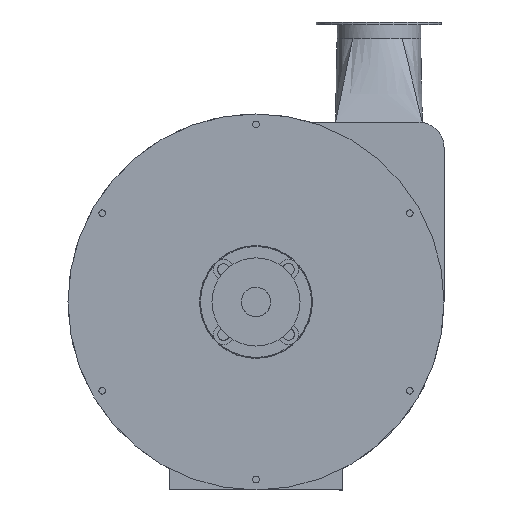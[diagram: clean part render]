
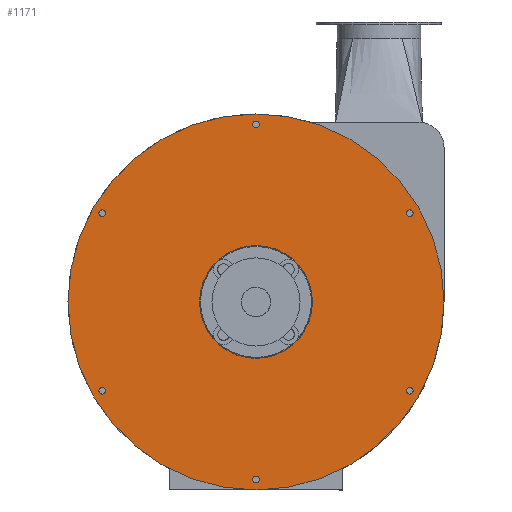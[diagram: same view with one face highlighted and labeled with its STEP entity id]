
A CAD part, front view. The second image highlights one B-rep face of the part: STEP entity #1171.
In plain terms, the highlighted planar face has unit normal (0, -1, 0).
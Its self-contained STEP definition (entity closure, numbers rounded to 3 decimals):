
#1171 = ADVANCED_FACE( '', ( #2305, #2306, #2307, #2308, #2309, #2310, #2311, #2312, #2313, #2314, #2315, #2316 ), #2317, .T. );
#2305 = FACE_BOUND( '', #3715, .T. );
#2306 = FACE_BOUND( '', #3716, .T. );
#2307 = FACE_BOUND( '', #3717, .T. );
#2308 = FACE_BOUND( '', #3718, .T. );
#2309 = FACE_BOUND( '', #3719, .T. );
#2310 = FACE_BOUND( '', #3720, .T. );
#2311 = FACE_BOUND( '', #3721, .T. );
#2312 = FACE_BOUND( '', #3722, .T. );
#2313 = FACE_BOUND( '', #3723, .T. );
#2314 = FACE_BOUND( '', #3724, .T. );
#2315 = FACE_BOUND( '', #3725, .T. );
#2316 = FACE_OUTER_BOUND( '', #3726, .T. );
#2317 = PLANE( '', #3727 );
#3715 = EDGE_LOOP( '', ( #6169 ) );
#3716 = EDGE_LOOP( '', ( #6170 ) );
#3717 = EDGE_LOOP( '', ( #6171 ) );
#3718 = EDGE_LOOP( '', ( #6172 ) );
#3719 = EDGE_LOOP( '', ( #6173 ) );
#3720 = EDGE_LOOP( '', ( #6174 ) );
#3721 = EDGE_LOOP( '', ( #6175 ) );
#3722 = EDGE_LOOP( '', ( #6176 ) );
#3723 = EDGE_LOOP( '', ( #6177 ) );
#3724 = EDGE_LOOP( '', ( #6178 ) );
#3725 = EDGE_LOOP( '', ( #6179 ) );
#3726 = EDGE_LOOP( '', ( #6180 ) );
#3727 = AXIS2_PLACEMENT_3D( '', #6181, #6182, #6183 );
#6169 = ORIENTED_EDGE( '', *, *, #8232, .T. );
#6170 = ORIENTED_EDGE( '', *, *, #8250, .F. );
#6171 = ORIENTED_EDGE( '', *, *, #8251, .F. );
#6172 = ORIENTED_EDGE( '', *, *, #8252, .F. );
#6173 = ORIENTED_EDGE( '', *, *, #7861, .F. );
#6174 = ORIENTED_EDGE( '', *, *, #8253, .T. );
#6175 = ORIENTED_EDGE( '', *, *, #8254, .T. );
#6176 = ORIENTED_EDGE( '', *, *, #8255, .T. );
#6177 = ORIENTED_EDGE( '', *, *, #8256, .T. );
#6178 = ORIENTED_EDGE( '', *, *, #8121, .T. );
#6179 = ORIENTED_EDGE( '', *, *, #8185, .T. );
#6180 = ORIENTED_EDGE( '', *, *, #8257, .T. );
#6181 = CARTESIAN_POINT( '', ( 0., 0., 0. ) );
#6182 = DIRECTION( '', ( 0., -1., 0. ) );
#6183 = DIRECTION( '', ( 0., 0., -1. ) );
#7861 = EDGE_CURVE( '', #9194, #9194, #9195, .T. );
#8121 = EDGE_CURVE( '', #9580, #9580, #9581, .T. );
#8185 = EDGE_CURVE( '', #9675, #9675, #9676, .T. );
#8232 = EDGE_CURVE( '', #9741, #9741, #9742, .T. );
#8250 = EDGE_CURVE( '', #9770, #9770, #9771, .T. );
#8251 = EDGE_CURVE( '', #9772, #9772, #9773, .T. );
#8252 = EDGE_CURVE( '', #9774, #9774, #9775, .T. );
#8253 = EDGE_CURVE( '', #9776, #9776, #9777, .T. );
#8254 = EDGE_CURVE( '', #9778, #9778, #9779, .T. );
#8255 = EDGE_CURVE( '', #9780, #9780, #9781, .T. );
#8256 = EDGE_CURVE( '', #9782, #9782, #9783, .T. );
#8257 = EDGE_CURVE( '', #9784, #9784, #9785, .T. );
#9194 = VERTEX_POINT( '', #11325 );
#9195 = CIRCLE( '', #11326, 7. );
#9580 = VERTEX_POINT( '', #11987 );
#9581 = CIRCLE( '', #11988, 4. );
#9675 = VERTEX_POINT( '', #12216 );
#9676 = CIRCLE( '', #12217, 4. );
#9741 = VERTEX_POINT( '', #12308 );
#9742 = CIRCLE( '', #12309, 18.5 );
#9770 = VERTEX_POINT( '', #12361 );
#9771 = CIRCLE( '', #12362, 7. );
#9772 = VERTEX_POINT( '', #12363 );
#9773 = CIRCLE( '', #12364, 7. );
#9774 = VERTEX_POINT( '', #12365 );
#9775 = CIRCLE( '', #12366, 7. );
#9776 = VERTEX_POINT( '', #12367 );
#9777 = CIRCLE( '', #12368, 4. );
#9778 = VERTEX_POINT( '', #12369 );
#9779 = CIRCLE( '', #12370, 4. );
#9780 = VERTEX_POINT( '', #12371 );
#9781 = CIRCLE( '', #12372, 4. );
#9782 = VERTEX_POINT( '', #12373 );
#9783 = CIRCLE( '', #12374, 4. );
#9784 = VERTEX_POINT( '', #12375 );
#9785 = CIRCLE( '', #12376, 225. );
#11325 = CARTESIAN_POINT( '', ( -31.89, 0., -38.89 ) );
#11326 = AXIS2_PLACEMENT_3D( '', #13390, #13391, #13392 );
#11987 = CARTESIAN_POINT( '', ( 188.03, 0., 106.25 ) );
#11988 = AXIS2_PLACEMENT_3D( '', #13669, #13670, #13671 );
#12216 = CARTESIAN_POINT( '', ( 4., 0., 212.5 ) );
#12217 = AXIS2_PLACEMENT_3D( '', #13734, #13735, #13736 );
#12308 = CARTESIAN_POINT( '', ( 18.5, 0., 0. ) );
#12309 = AXIS2_PLACEMENT_3D( '', #13787, #13788, #13789 );
#12361 = CARTESIAN_POINT( '', ( 45.89, 0., -38.89 ) );
#12362 = AXIS2_PLACEMENT_3D( '', #13803, #13804, #13805 );
#12363 = CARTESIAN_POINT( '', ( 45.89, 0., 38.89 ) );
#12364 = AXIS2_PLACEMENT_3D( '', #13806, #13807, #13808 );
#12365 = CARTESIAN_POINT( '', ( -31.89, 0., 38.89 ) );
#12366 = AXIS2_PLACEMENT_3D( '', #13809, #13810, #13811 );
#12367 = CARTESIAN_POINT( '', ( -180.03, 0., 106.25 ) );
#12368 = AXIS2_PLACEMENT_3D( '', #13812, #13813, #13814 );
#12369 = CARTESIAN_POINT( '', ( -180.03, 0., -106.25 ) );
#12370 = AXIS2_PLACEMENT_3D( '', #13815, #13816, #13817 );
#12371 = CARTESIAN_POINT( '', ( 4., 0., -212.5 ) );
#12372 = AXIS2_PLACEMENT_3D( '', #13818, #13819, #13820 );
#12373 = CARTESIAN_POINT( '', ( 188.03, 0., -106.25 ) );
#12374 = AXIS2_PLACEMENT_3D( '', #13821, #13822, #13823 );
#12375 = CARTESIAN_POINT( '', ( 225., 0., 0. ) );
#12376 = AXIS2_PLACEMENT_3D( '', #13824, #13825, #13826 );
#13390 = CARTESIAN_POINT( '', ( -38.89, 0., -38.89 ) );
#13391 = DIRECTION( '', ( 0., -1., 0. ) );
#13392 = DIRECTION( '', ( 1., 0., 0. ) );
#13669 = CARTESIAN_POINT( '', ( 184.03, 0., 106.25 ) );
#13670 = DIRECTION( '', ( 0., 1., 0. ) );
#13671 = DIRECTION( '', ( 1., 0., 0. ) );
#13734 = CARTESIAN_POINT( '', ( 0., 0., 212.5 ) );
#13735 = DIRECTION( '', ( 0., 1., 0. ) );
#13736 = DIRECTION( '', ( 1., 0., 0. ) );
#13787 = CARTESIAN_POINT( '', ( 0., 0., 0. ) );
#13788 = DIRECTION( '', ( 0., 1., 0. ) );
#13789 = DIRECTION( '', ( 1., 0., 0. ) );
#13803 = CARTESIAN_POINT( '', ( 38.89, 0., -38.89 ) );
#13804 = DIRECTION( '', ( 0., -1., 0. ) );
#13805 = DIRECTION( '', ( 1., 0., 0. ) );
#13806 = CARTESIAN_POINT( '', ( 38.89, 0., 38.89 ) );
#13807 = DIRECTION( '', ( 0., -1., 0. ) );
#13808 = DIRECTION( '', ( 1., 0., 0. ) );
#13809 = CARTESIAN_POINT( '', ( -38.89, 0., 38.89 ) );
#13810 = DIRECTION( '', ( 0., -1., 0. ) );
#13811 = DIRECTION( '', ( 1., 0., 0. ) );
#13812 = CARTESIAN_POINT( '', ( -184.03, 0., 106.25 ) );
#13813 = DIRECTION( '', ( 0., 1., 0. ) );
#13814 = DIRECTION( '', ( 1., 0., 0. ) );
#13815 = CARTESIAN_POINT( '', ( -184.03, 0., -106.25 ) );
#13816 = DIRECTION( '', ( 0., 1., 0. ) );
#13817 = DIRECTION( '', ( 1., 0., 0. ) );
#13818 = CARTESIAN_POINT( '', ( 0., 0., -212.5 ) );
#13819 = DIRECTION( '', ( 0., 1., 0. ) );
#13820 = DIRECTION( '', ( 1., 0., 0. ) );
#13821 = CARTESIAN_POINT( '', ( 184.03, 0., -106.25 ) );
#13822 = DIRECTION( '', ( 0., 1., 0. ) );
#13823 = DIRECTION( '', ( 1., 0., 0. ) );
#13824 = CARTESIAN_POINT( '', ( 0., 0., 0. ) );
#13825 = DIRECTION( '', ( 0., -1., 0. ) );
#13826 = DIRECTION( '', ( 1., 0., 0. ) );
